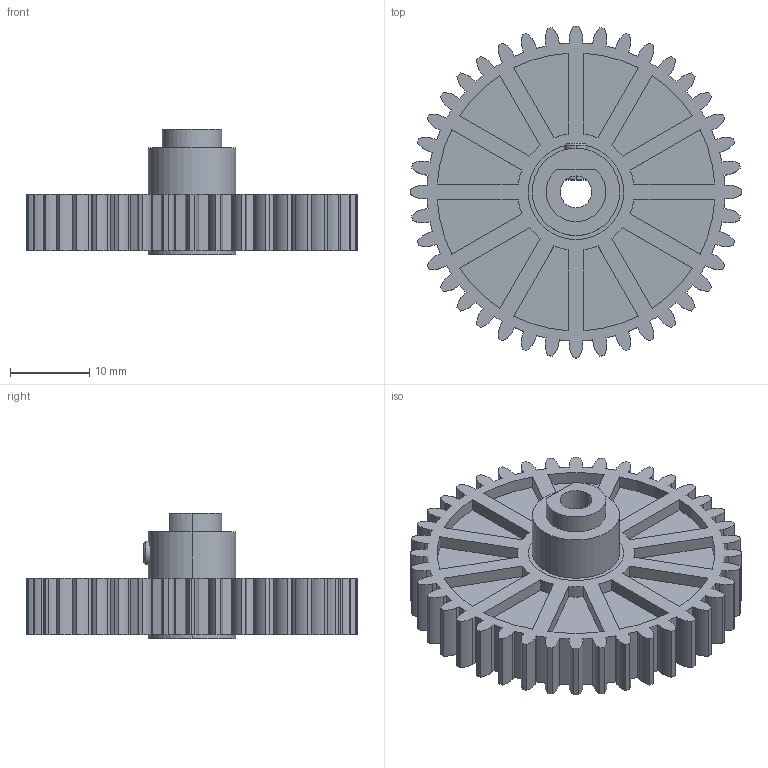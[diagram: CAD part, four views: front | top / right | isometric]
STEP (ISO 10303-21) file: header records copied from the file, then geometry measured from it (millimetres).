
FILE_DESCRIPTION (( 'STEP AP214' ), '1' );
FILE_NAME ('12-0040.step', '2020-04-06T07:12:55', ( '' ), ( '' ), 'SwSTEP 2.0', 'SolidWorks 2020', '' );
FILE_SCHEMA (( 'AUTOMOTIVE_DESIGN' ));
Length unit declared in the file: millimetre
Products named in the file (1): 12-0040
Bounding box: 41.8 x 41.8 x 15.8 mm (x, y, z)
Volume: 7475.9 mm3; surface area: 6473.6 mm2
Topology: 3 solids, 3 shells, 405 faces, 1111 edges, 740 vertices
Faces by surface type: cylinder 234, plane 169, cone 2
Entity records: 13173 total; most frequent: DIRECTION 2385, CARTESIAN_POINT 2339, ORIENTED_EDGE 2222, EDGE_CURVE 1111, AXIS2_PLACEMENT_3D 872, VERTEX_POINT 740, LINE 641, VECTOR 641
